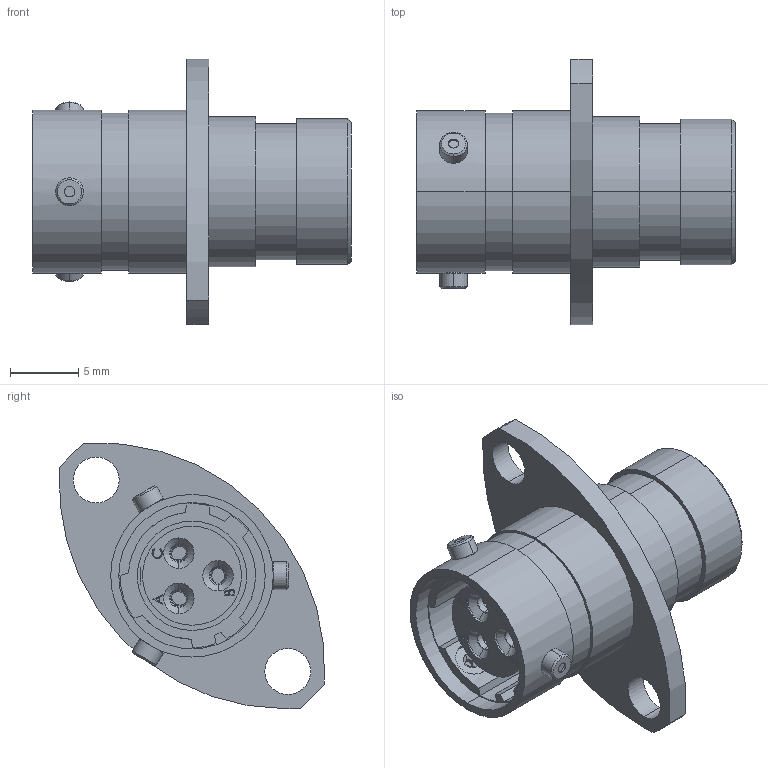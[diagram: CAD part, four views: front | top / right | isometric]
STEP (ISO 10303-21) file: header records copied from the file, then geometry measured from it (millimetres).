
FILE_DESCRIPTION (( 'STEP AP214' ), '1' );
FILE_NAME ('AS007-98SA.STEP', '2016-10-11T13:35:07', ( '' ), ( '' ), 'SwSTEP 2.0', 'SolidWorks 2014', '' );
FILE_SCHEMA (( 'AUTOMOTIVE_DESIGN' ));
Length unit declared in the file: millimetre
Products named in the file (1): AS007-98SA
Bounding box: 23.3 x 19.35 x 19.38 mm (x, y, z)
Volume: 1939.1 mm3; surface area: 2869.3 mm2
Topology: 4 solids, 8 shells, 679 faces, 1492 edges, 891 vertices
Faces by surface type: cylinder 210, plane 179, torus 132, cone 98, bspline 54, sphere 6
Entity records: 29643 total; most frequent: CARTESIAN_POINT 7347, DIRECTION 3312, ORIENTED_EDGE 2972, EDGE_CURVE 1486, AXIS2_PLACEMENT_3D 1356, VERTEX_POINT 891, EDGE_LOOP 759, CIRCLE 730
